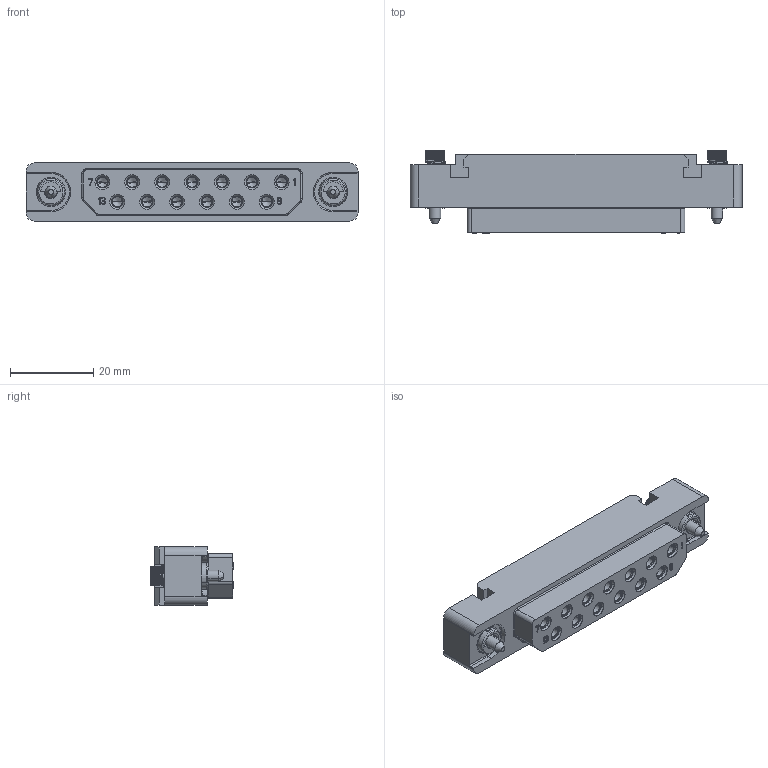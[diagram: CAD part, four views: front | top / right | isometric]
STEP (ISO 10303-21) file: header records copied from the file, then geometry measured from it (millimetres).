
FILE_DESCRIPTION((''),'2;1');
FILE_NAME('1900ND05S2A00B','2020-08-03T',('presta_be4'),(''),'CREO PARAMETRIC BY PTC INC, 2018360','CREO PARAMETRIC BY PTC INC, 2018360','');
FILE_SCHEMA(('CONFIG_CONTROL_DESIGN'));
Products named in the file (1): 1900ND05S2A00B
Bounding box: 80 x 20.01 x 14 mm (x, y, z)
Volume: 13492.7 mm3; surface area: 12730.4 mm2
Topology: 3 solids, 3 shells, 2372 faces, 6444 edges, 4144 vertices
Faces by surface type: plane 1286, cylinder 692, cone 220, torus 90, bspline 56, extrusion 28
Entity records: 81873 total; most frequent: CARTESIAN_POINT 22900, ORIENTED_EDGE 12776, DIRECTION 11604, EDGE_CURVE 6388, VERTEX_POINT 4144, VECTOR 3874, AXIS2_PLACEMENT_3D 3865, LINE 3846
